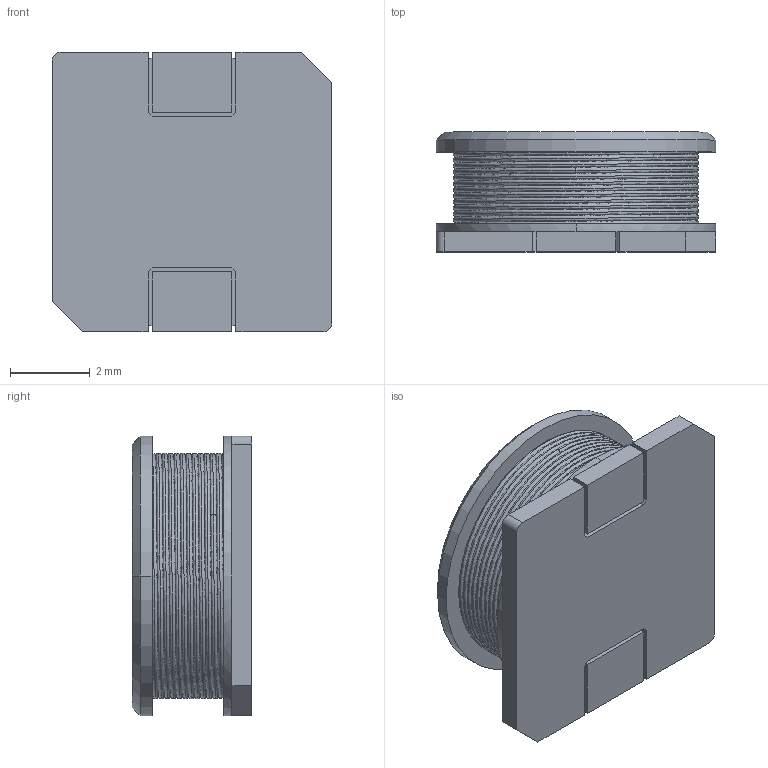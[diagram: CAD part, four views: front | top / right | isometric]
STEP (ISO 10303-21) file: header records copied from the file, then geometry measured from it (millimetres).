
FILE_DESCRIPTION((''),'2;1');
FILE_NAME('SDR7030','2012-07-16T',('ryans'),('Bourns, Inc.'),'PRO/ENGINEER BY PARAMETRIC TECHNOLOGY CORPORATION, 2010100','PRO/ENGINEER BY PARAMETRIC TECHNOLOGY CORPORATION, 2010100','');
FILE_SCHEMA(('CONFIG_CONTROL_DESIGN'));
Length unit declared in the file: millimetre
Products named in the file (1): SDR7030
Bounding box: 7 x 3 x 7 mm (x, y, z)
Volume: 54.2 mm3; surface area: 312.1 mm2
Topology: 1 solids, 1 shells, 58 faces, 140 edges, 86 vertices
Faces by surface type: plane 42, bspline 8, cylinder 6, cone 2
Entity records: 8989 total; most frequent: CARTESIAN_POINT 7643, ORIENTED_EDGE 280, DIRECTION 246, EDGE_CURVE 140, VECTOR 98, LINE 98, VERTEX_POINT 86, AXIS2_PLACEMENT_3D 74
